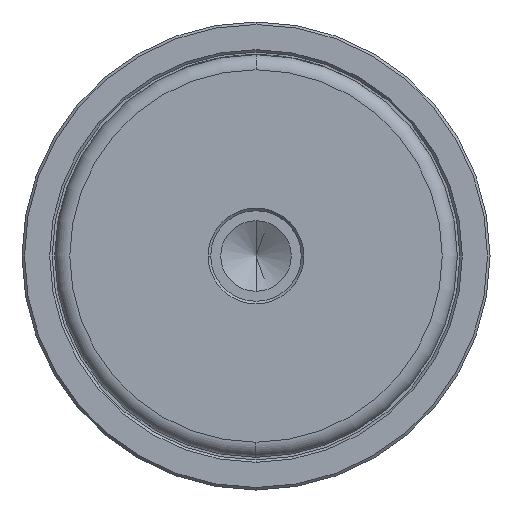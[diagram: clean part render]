
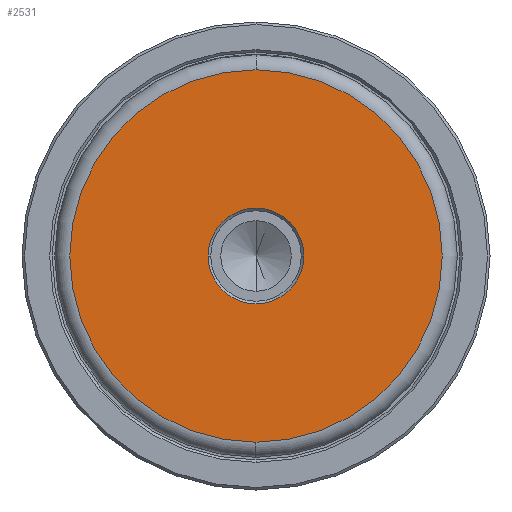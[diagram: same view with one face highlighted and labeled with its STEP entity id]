
A CAD part, left-side view. The second image highlights one B-rep face of the part: STEP entity #2531.
In plain terms, the highlighted planar face has unit normal (-1, 0, 0).
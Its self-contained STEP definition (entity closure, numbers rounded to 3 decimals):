
#24 = VERTEX_POINT ( 'NONE', #1383 ) ;
#36 = DIRECTION ( 'NONE',  ( -1., 0., 0. ) ) ;
#136 = CARTESIAN_POINT ( 'NONE',  ( 0., -9.5, 0. ) ) ;
#164 = DIRECTION ( 'NONE',  ( -1., 0., 0. ) ) ;
#334 = FACE_OUTER_BOUND ( 'NONE', #1063, .T. ) ;
#391 = FACE_BOUND ( 'NONE', #1462, .T. ) ;
#398 = AXIS2_PLACEMENT_3D ( 'NONE', #1290, #36, #1492 ) ;
#530 = CIRCLE ( 'NONE', #398, 36.997 ) ;
#533 = EDGE_CURVE ( 'NONE', #2369, #2253, #2210, .T. ) ;
#688 = AXIS2_PLACEMENT_3D ( 'NONE', #1219, #2677, #1430 ) ;
#745 = VERTEX_POINT ( 'NONE', #136 ) ;
#775 = CARTESIAN_POINT ( 'NONE',  ( 0., 0., 36.997 ) ) ;
#899 = AXIS2_PLACEMENT_3D ( 'NONE', #2320, #1072, #2536 ) ;
#961 = ORIENTED_EDGE ( 'NONE', *, *, #993, .T. ) ;
#986 = CARTESIAN_POINT ( 'NONE',  ( 0., 0., 0. ) ) ;
#993 = EDGE_CURVE ( 'NONE', #745, #24, #1338, .T. ) ;
#1019 = CARTESIAN_POINT ( 'NONE',  ( 0., 0., -36.997 ) ) ;
#1063 = EDGE_LOOP ( 'NONE', ( #1593, #1940 ) ) ;
#1072 = DIRECTION ( 'NONE',  ( 1., 0., 0. ) ) ;
#1194 = DIRECTION ( 'NONE',  ( 0., 0., 1. ) ) ;
#1219 = CARTESIAN_POINT ( 'NONE',  ( 0., 0., 0. ) ) ;
#1290 = CARTESIAN_POINT ( 'NONE',  ( 0., 0., 0. ) ) ;
#1338 = CIRCLE ( 'NONE', #899, 9.5 ) ;
#1383 = CARTESIAN_POINT ( 'NONE',  ( 0., 9.5, 0. ) ) ;
#1430 = DIRECTION ( 'NONE',  ( 0., 0., 1. ) ) ;
#1436 = EDGE_CURVE ( 'NONE', #2253, #2369, #530, .T. ) ;
#1462 = EDGE_LOOP ( 'NONE', ( #961, #1658 ) ) ;
#1492 = DIRECTION ( 'NONE',  ( 0., 0., 1. ) ) ;
#1593 = ORIENTED_EDGE ( 'NONE', *, *, #1436, .T. ) ;
#1612 = DIRECTION ( 'NONE',  ( 0., 0., 1. ) ) ;
#1658 = ORIENTED_EDGE ( 'NONE', *, *, #2247, .T. ) ;
#1727 = AXIS2_PLACEMENT_3D ( 'NONE', #986, #2441, #1194 ) ;
#1819 = PLANE ( 'NONE',  #1945 ) ;
#1940 = ORIENTED_EDGE ( 'NONE', *, *, #533, .T. ) ;
#1945 = AXIS2_PLACEMENT_3D ( 'NONE', #2439, #164, #1612 ) ;
#2210 = CIRCLE ( 'NONE', #688, 36.997 ) ;
#2247 = EDGE_CURVE ( 'NONE', #24, #745, #2440, .T. ) ;
#2253 = VERTEX_POINT ( 'NONE', #775 ) ;
#2320 = CARTESIAN_POINT ( 'NONE',  ( 0., 0., 0. ) ) ;
#2369 = VERTEX_POINT ( 'NONE', #1019 ) ;
#2439 = CARTESIAN_POINT ( 'NONE',  ( 0., 0., 0. ) ) ;
#2440 = CIRCLE ( 'NONE', #1727, 9.5 ) ;
#2441 = DIRECTION ( 'NONE',  ( 1., 0., 0. ) ) ;
#2531 = ADVANCED_FACE ( 'NONE', ( #391, #334 ), #1819, .T. ) ;
#2536 = DIRECTION ( 'NONE',  ( 0., 0., 1. ) ) ;
#2677 = DIRECTION ( 'NONE',  ( -1., 0., 0. ) ) ;
